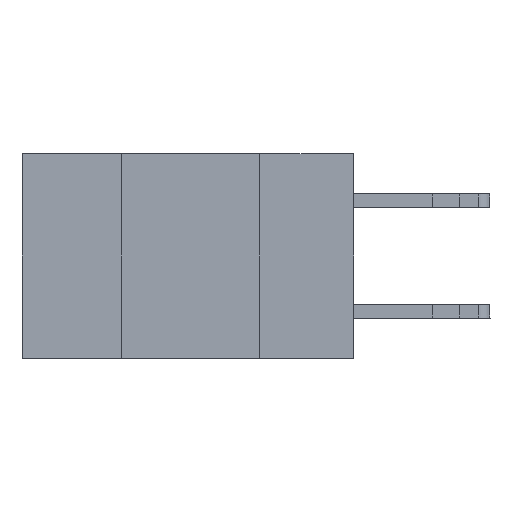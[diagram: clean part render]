
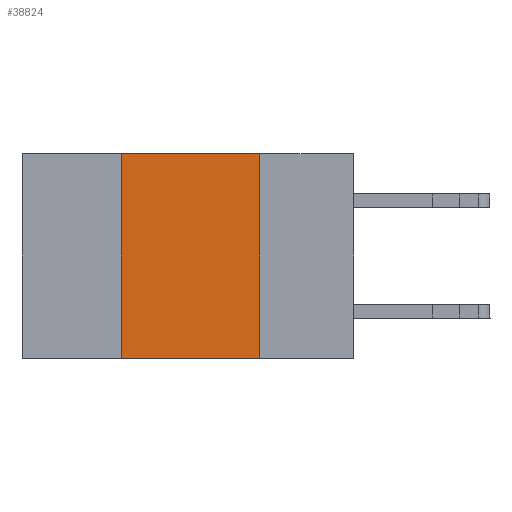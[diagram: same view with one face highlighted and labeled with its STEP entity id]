
A CAD part, left-side view. The second image highlights one B-rep face of the part: STEP entity #38824.
In plain terms, the highlighted planar face has unit normal (-1, 0, 0).
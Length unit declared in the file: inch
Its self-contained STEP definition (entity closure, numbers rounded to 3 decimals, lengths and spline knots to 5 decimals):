
#419 = CARTESIAN_POINT ( 'NONE',  ( 0., 0.42, 0. ) ) ;
#1498 = LINE ( 'NONE', #13800, #31481 ) ;
#3091 = CARTESIAN_POINT ( 'NONE',  ( 0., 0.17, -0.37 ) ) ;
#4152 = ORIENTED_EDGE ( 'NONE', *, *, #15691, .F. ) ;
#4224 = FACE_OUTER_BOUND ( 'NONE', #30064, .T. ) ;
#4726 = DIRECTION ( 'NONE',  ( 0., 0., 1. ) ) ;
#5996 = ORIENTED_EDGE ( 'NONE', *, *, #37938, .F. ) ;
#6471 = LINE ( 'NONE', #30752, #34205 ) ;
#8648 = DIRECTION ( 'NONE',  ( 0., 0., -1. ) ) ;
#9067 = ORIENTED_EDGE ( 'NONE', *, *, #38860, .T. ) ;
#12665 = DIRECTION ( 'NONE',  ( 0., 0., -1. ) ) ;
#13376 = VERTEX_POINT ( 'NONE', #3091 ) ;
#13800 = CARTESIAN_POINT ( 'NONE',  ( 0., 0.42, 0. ) ) ;
#14720 = ORIENTED_EDGE ( 'NONE', *, *, #21896, .F. ) ;
#15691 = EDGE_CURVE ( 'NONE', #16119, #31157, #28159, .T. ) ;
#16119 = VERTEX_POINT ( 'NONE', #419 ) ;
#16166 = VERTEX_POINT ( 'NONE', #18985 ) ;
#16541 = PLANE ( 'NONE',  #17976 ) ;
#17140 = DIRECTION ( 'NONE',  ( 1., 0., 0. ) ) ;
#17976 = AXIS2_PLACEMENT_3D ( 'NONE', #35389, #17140, #8648 ) ;
#18367 = VECTOR ( 'NONE', #12665, 39.37008 ) ;
#18741 = CARTESIAN_POINT ( 'NONE',  ( 0., 0.17, 0. ) ) ;
#18985 = CARTESIAN_POINT ( 'NONE',  ( 0., 0.42, -0.37 ) ) ;
#19910 = VECTOR ( 'NONE', #34240, 39.37008 ) ;
#21896 = EDGE_CURVE ( 'NONE', #31157, #13376, #34142, .T. ) ;
#28159 = LINE ( 'NONE', #31392, #19910 ) ;
#30064 = EDGE_LOOP ( 'NONE', ( #14720, #4152, #5996, #9067 ) ) ;
#30698 = CARTESIAN_POINT ( 'NONE',  ( 0., 0.17, 0. ) ) ;
#30752 = CARTESIAN_POINT ( 'NONE',  ( 0., 0.6, -0.37 ) ) ;
#31157 = VERTEX_POINT ( 'NONE', #30698 ) ;
#31392 = CARTESIAN_POINT ( 'NONE',  ( 0., 0.6, 0. ) ) ;
#31481 = VECTOR ( 'NONE', #4726, 39.37008 ) ;
#34142 = LINE ( 'NONE', #18741, #18367 ) ;
#34205 = VECTOR ( 'NONE', #37230, 39.37008 ) ;
#34240 = DIRECTION ( 'NONE',  ( 0., -1., 0. ) ) ;
#35389 = CARTESIAN_POINT ( 'NONE',  ( 0., 0.6, 0. ) ) ;
#37230 = DIRECTION ( 'NONE',  ( 0., -1., 0. ) ) ;
#37938 = EDGE_CURVE ( 'NONE', #16166, #16119, #1498, .T. ) ;
#38824 = ADVANCED_FACE ( 'NONE', ( #4224 ), #16541, .F. ) ;
#38860 = EDGE_CURVE ( 'NONE', #16166, #13376, #6471, .T. ) ;
